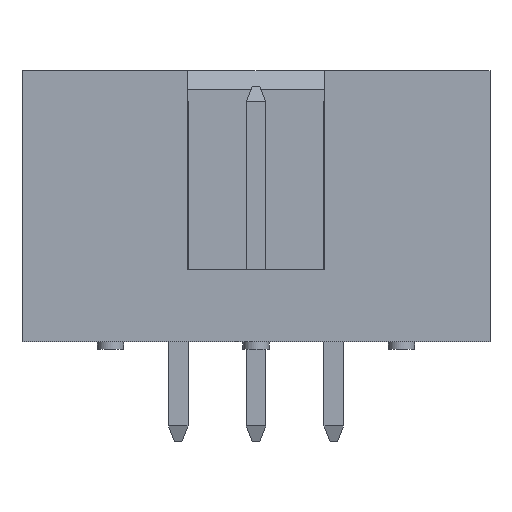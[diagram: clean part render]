
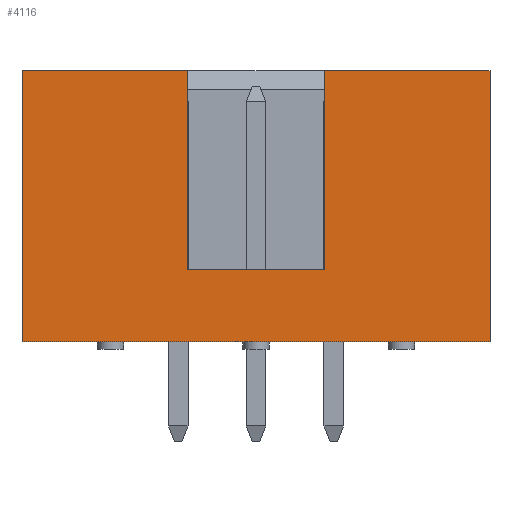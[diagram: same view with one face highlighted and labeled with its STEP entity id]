
A CAD part, left-side view. The second image highlights one B-rep face of the part: STEP entity #4116.
In plain terms, the highlighted face is planar.
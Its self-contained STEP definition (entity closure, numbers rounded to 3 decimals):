
#341=ORIENTED_EDGE('',*,*,#979,.F.);
#342=ORIENTED_EDGE('',*,*,#996,.T.);
#343=ORIENTED_EDGE('',*,*,#981,.T.);
#344=ORIENTED_EDGE('',*,*,#964,.F.);
#345=ORIENTED_EDGE('',*,*,#1042,.F.);
#346=ORIENTED_EDGE('',*,*,#1046,.F.);
#347=ORIENTED_EDGE('',*,*,#852,.F.);
#348=ORIENTED_EDGE('',*,*,#967,.F.);
#852=EDGE_CURVE('',#1249,#1242,#1491,.T.);
#964=EDGE_CURVE('',#1331,#1332,#1587,.T.);
#967=EDGE_CURVE('',#1333,#1249,#1590,.T.);
#979=EDGE_CURVE('',#1342,#1333,#1602,.T.);
#981=EDGE_CURVE('',#1344,#1332,#1604,.T.);
#996=EDGE_CURVE('',#1342,#1344,#1619,.T.);
#1042=EDGE_CURVE('',#1386,#1331,#1663,.T.);
#1046=EDGE_CURVE('',#1242,#1386,#1667,.T.);
#1242=VERTEX_POINT('',#5209);
#1249=VERTEX_POINT('',#5222);
#1331=VERTEX_POINT('',#5459);
#1332=VERTEX_POINT('',#5461);
#1333=VERTEX_POINT('',#5464);
#1342=VERTEX_POINT('',#5488);
#1344=VERTEX_POINT('',#5494);
#1386=VERTEX_POINT('',#5610);
#1491=LINE('',#5223,#1870);
#1587=LINE('',#5460,#1966);
#1590=LINE('',#5465,#1969);
#1602=LINE('',#5489,#1981);
#1604=LINE('',#5493,#1983);
#1619=LINE('',#5523,#1998);
#1663=LINE('',#5611,#2042);
#1667=LINE('',#5618,#2046);
#1870=VECTOR('',#4444,1000.);
#1966=VECTOR('',#4658,1000.);
#1969=VECTOR('',#4661,1000.);
#1981=VECTOR('',#4679,1000.);
#1983=VECTOR('',#4683,1000.);
#1998=VECTOR('',#4702,1000.);
#2042=VECTOR('',#4774,1000.);
#2046=VECTOR('',#4782,1000.);
#2317=EDGE_LOOP('',(#341,#342,#343,#344,#345,#346,#347,#348));
#2518=FACE_BOUND('',#2317,.T.);
#2698=PLANE('',#4318);
#4116=ADVANCED_FACE('',(#2518),#2698,.F.);
#4318=AXIS2_PLACEMENT_3D('',#5617,#4780,#4781);
#4444=DIRECTION('',(0.,0.,-1.));
#4658=DIRECTION('',(1.,0.,0.));
#4661=DIRECTION('',(1.,0.,0.));
#4679=DIRECTION('',(0.,0.,1.));
#4683=DIRECTION('',(0.,0.,1.));
#4702=DIRECTION('',(-1.,0.,0.));
#4774=DIRECTION('',(0.,0.,1.));
#4780=DIRECTION('',(0.,1.,0.));
#4781=DIRECTION('',(0.,0.,1.));
#4782=DIRECTION('',(-1.,0.,0.));
#5209=CARTESIAN_POINT('',(7.64,-4.425,-4.425));
#5222=CARTESIAN_POINT('',(7.64,-4.425,4.425));
#5223=CARTESIAN_POINT('',(7.64,-4.425,4.425));
#5459=CARTESIAN_POINT('',(-7.64,-4.425,4.425));
#5460=CARTESIAN_POINT('',(-7.64,-4.425,4.425));
#5461=CARTESIAN_POINT('',(-2.25,-4.425,4.425));
#5464=CARTESIAN_POINT('',(2.25,-4.425,4.425));
#5465=CARTESIAN_POINT('',(-7.64,-4.425,4.425));
#5488=CARTESIAN_POINT('',(2.25,-4.425,-2.075));
#5489=CARTESIAN_POINT('',(2.25,-4.425,-2.075));
#5493=CARTESIAN_POINT('',(-2.25,-4.425,-2.075));
#5494=CARTESIAN_POINT('',(-2.25,-4.425,-2.075));
#5523=CARTESIAN_POINT('',(2.25,-4.425,-2.075));
#5610=CARTESIAN_POINT('',(-7.64,-4.425,-4.425));
#5611=CARTESIAN_POINT('',(-7.64,-4.425,-4.425));
#5617=CARTESIAN_POINT('',(0.,-4.425,0.));
#5618=CARTESIAN_POINT('',(7.64,-4.425,-4.425));
